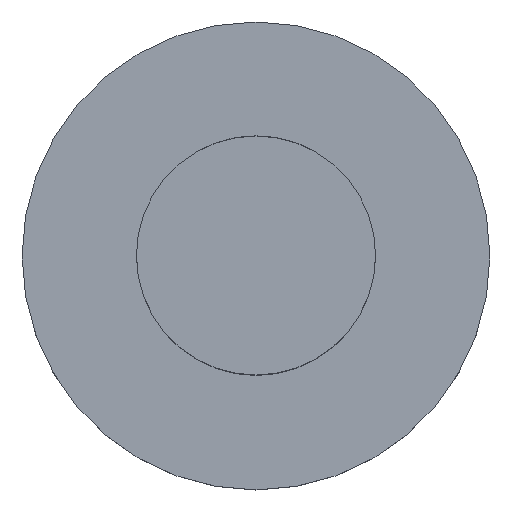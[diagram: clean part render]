
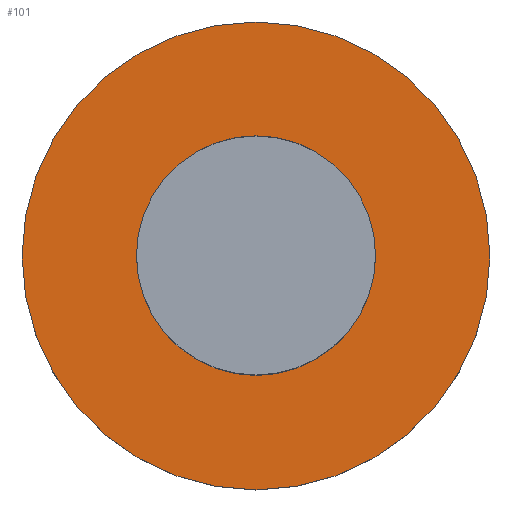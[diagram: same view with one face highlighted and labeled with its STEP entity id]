
A CAD part, top view. The second image highlights one B-rep face of the part: STEP entity #101.
In plain terms, the highlighted planar face has unit normal (0, 0, 1).
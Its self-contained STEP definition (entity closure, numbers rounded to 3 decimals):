
#62=EDGE_CURVE('240[2]',#157,#157,#158,.T.);
#101=ADVANCED_FACE('240[2]',(#219,#220),#221,.T.);
#119=EDGE_CURVE('240[2]',#247,#247,#248,.T.);
#157=VERTEX_POINT('',#283);
#158=CIRCLE('',#284,23.0);
#219=FACE_BOUND('',#459,.T.);
#220=FACE_OUTER_BOUND('',#460,.T.);
#221=PLANE('',#461);
#247=VERTEX_POINT('',#593);
#248=CIRCLE('',#594,45.0);
#283=CARTESIAN_POINT('',(23.0,0.0,0.0));
#284=AXIS2_PLACEMENT_3D('',#624,#625,#626);
#459=EDGE_LOOP('',(#685));
#460=EDGE_LOOP('',(#686));
#461=AXIS2_PLACEMENT_3D('',#687,#688,#689);
#593=CARTESIAN_POINT('',(0.,45.0,0.));
#594=AXIS2_PLACEMENT_3D('',#716,#717,#718);
#624=CARTESIAN_POINT('',(0.0,0.0,0.));
#625=DIRECTION('',(0.,0.,-1.0));
#626=DIRECTION('',(1.0,0.,0.));
#685=ORIENTED_EDGE('',*,*,#62,.T.);
#686=ORIENTED_EDGE('',*,*,#119,.T.);
#687=CARTESIAN_POINT('',(0.,22.5,0.));
#688=DIRECTION('',(0.,0.,1.0));
#689=DIRECTION('',(1.0,0.,0.0));
#716=CARTESIAN_POINT('',(0.0,0.0,0.0));
#717=DIRECTION('',(0.,0.,1.0));
#718=DIRECTION('',(0.,1.0,0.));
